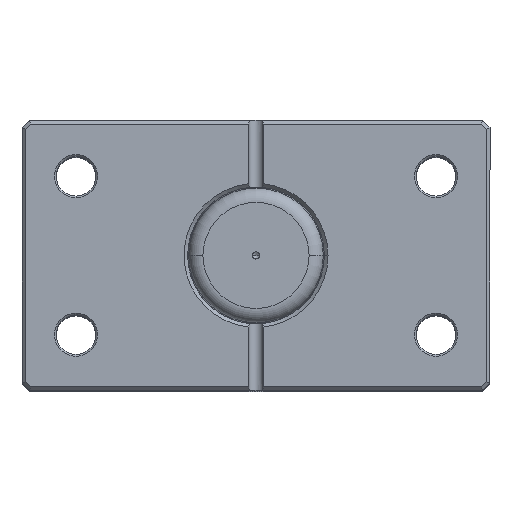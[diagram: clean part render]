
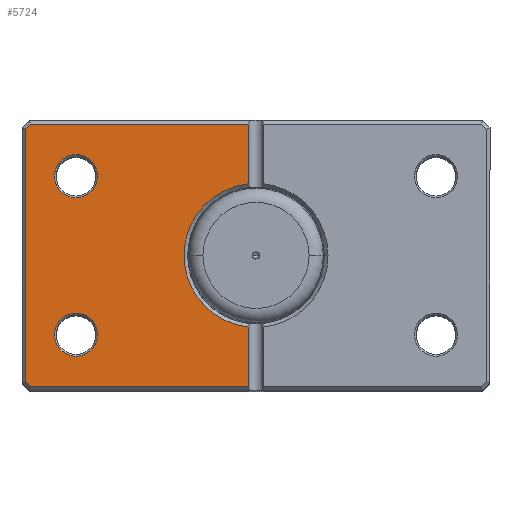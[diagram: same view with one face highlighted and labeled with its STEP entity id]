
A CAD part, top view. The second image highlights one B-rep face of the part: STEP entity #5724.
In plain terms, the highlighted face is planar.
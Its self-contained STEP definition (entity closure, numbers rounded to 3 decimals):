
#132 = ORIENTED_EDGE ( 'NONE', *, *, #3868, .T. ) ;
#178 = AXIS2_PLACEMENT_3D ( 'NONE', #1094, #1144, #1117 ) ;
#214 = CARTESIAN_POINT ( 'NONE',  ( 64., 35.086, 0. ) ) ;
#215 = DIRECTION ( 'NONE',  ( 1., 0., 0. ) ) ;
#222 = CIRCLE ( 'NONE', #4805, 6. ) ;
#246 = FACE_BOUND ( 'NONE', #3960, .T. ) ;
#282 = DIRECTION ( 'NONE',  ( -1., 0., 0. ) ) ;
#313 = EDGE_CURVE ( 'NONE', #4118, #639, #6290, .T. ) ;
#362 = VERTEX_POINT ( 'NONE', #5734 ) ;
#408 = CIRCLE ( 'NONE', #5340, 6. ) ;
#463 = CARTESIAN_POINT ( 'NONE',  ( 50., 22., 0. ) ) ;
#486 = LINE ( 'NONE', #6047, #5698 ) ;
#510 = LINE ( 'NONE', #1589, #1886 ) ;
#528 = EDGE_CURVE ( 'NONE', #6289, #362, #6061, .T. ) ;
#634 = CARTESIAN_POINT ( 'NONE',  ( 64., -35.086, 0. ) ) ;
#639 = VERTEX_POINT ( 'NONE', #3264 ) ;
#734 = LINE ( 'NONE', #754, #5942 ) ;
#746 = EDGE_LOOP ( 'NONE', ( #132, #2643, #1458, #5771, #4831, #2567, #3543, #1137 ) ) ;
#754 = CARTESIAN_POINT ( 'NONE',  ( 2., 37.5, 0. ) ) ;
#994 = VECTOR ( 'NONE', #282, 1000. ) ;
#1094 = CARTESIAN_POINT ( 'NONE',  ( 0., 0., 0. ) ) ;
#1117 = DIRECTION ( 'NONE',  ( 1., 0., 0. ) ) ;
#1137 = ORIENTED_EDGE ( 'NONE', *, *, #3137, .T. ) ;
#1144 = DIRECTION ( 'NONE',  ( 0., 0., 1. ) ) ;
#1153 = CARTESIAN_POINT ( 'NONE',  ( 49.543, -49.543, 0. ) ) ;
#1212 = DIRECTION ( 'NONE',  ( -0.707, -0.707, 0. ) ) ;
#1343 = DIRECTION ( 'NONE',  ( 0., 0., 1. ) ) ;
#1417 = CARTESIAN_POINT ( 'NONE',  ( 2., 37.5, 0. ) ) ;
#1458 = ORIENTED_EDGE ( 'NONE', *, *, #5349, .T. ) ;
#1508 = VERTEX_POINT ( 'NONE', #5605 ) ;
#1589 = CARTESIAN_POINT ( 'NONE',  ( 49.543, 49.543, 0. ) ) ;
#1629 = EDGE_CURVE ( 'NONE', #2203, #5498, #222, .T. ) ;
#1827 = DIRECTION ( 'NONE',  ( 0., 0., 1. ) ) ;
#1886 = VECTOR ( 'NONE', #2083, 1000. ) ;
#2078 = VECTOR ( 'NONE', #1212, 1000. ) ;
#2083 = DIRECTION ( 'NONE',  ( 0.707, -0.707, 0. ) ) ;
#2203 = VERTEX_POINT ( 'NONE', #3487 ) ;
#2409 = EDGE_CURVE ( 'NONE', #4994, #4588, #3733, .T. ) ;
#2529 = ORIENTED_EDGE ( 'NONE', *, *, #6221, .T. ) ;
#2567 = ORIENTED_EDGE ( 'NONE', *, *, #5536, .T. ) ;
#2638 = LINE ( 'NONE', #1417, #3842 ) ;
#2642 = DIRECTION ( 'NONE',  ( 0., 0., 1. ) ) ;
#2643 = ORIENTED_EDGE ( 'NONE', *, *, #2409, .T. ) ;
#2720 = ORIENTED_EDGE ( 'NONE', *, *, #1629, .T. ) ;
#2729 = PLANE ( 'NONE',  #5027 ) ;
#2943 = EDGE_CURVE ( 'NONE', #639, #4416, #510, .T. ) ;
#3137 = EDGE_CURVE ( 'NONE', #362, #5007, #3732, .T. ) ;
#3259 = DIRECTION ( 'NONE',  ( 0., 0., 1. ) ) ;
#3264 = CARTESIAN_POINT ( 'NONE',  ( 62.586, 36.5, 0. ) ) ;
#3487 = CARTESIAN_POINT ( 'NONE',  ( 56., 22., 0. ) ) ;
#3543 = ORIENTED_EDGE ( 'NONE', *, *, #528, .T. ) ;
#3579 = CARTESIAN_POINT ( 'NONE',  ( 44., 22., 0. ) ) ;
#3732 = LINE ( 'NONE', #4900, #994 ) ;
#3733 = CIRCLE ( 'NONE', #178, 20. ) ;
#3842 = VECTOR ( 'NONE', #5442, 1000. ) ;
#3868 = EDGE_CURVE ( 'NONE', #5007, #4994, #734, .T. ) ;
#3960 = EDGE_LOOP ( 'NONE', ( #4521, #2720 ) ) ;
#4072 = AXIS2_PLACEMENT_3D ( 'NONE', #5659, #2642, #6146 ) ;
#4102 = DIRECTION ( 'NONE',  ( 0., -1., 0. ) ) ;
#4118 = VERTEX_POINT ( 'NONE', #5070 ) ;
#4299 = CARTESIAN_POINT ( 'NONE',  ( 56., -22., 0. ) ) ;
#4391 = CARTESIAN_POINT ( 'NONE',  ( 50., -22., 0. ) ) ;
#4416 = VERTEX_POINT ( 'NONE', #214 ) ;
#4428 = VERTEX_POINT ( 'NONE', #4299 ) ;
#4521 = ORIENTED_EDGE ( 'NONE', *, *, #5840, .T. ) ;
#4588 = VERTEX_POINT ( 'NONE', #6376 ) ;
#4718 = VECTOR ( 'NONE', #5474, 1000. ) ;
#4805 = AXIS2_PLACEMENT_3D ( 'NONE', #463, #6132, #6064 ) ;
#4831 = ORIENTED_EDGE ( 'NONE', *, *, #2943, .T. ) ;
#4887 = CARTESIAN_POINT ( 'NONE',  ( 50., 22., 0. ) ) ;
#4900 = CARTESIAN_POINT ( 'NONE',  ( 0., -36.5, 0. ) ) ;
#4922 = DIRECTION ( 'NONE',  ( 1., 0., 0. ) ) ;
#4925 = EDGE_CURVE ( 'NONE', #1508, #4428, #408, .T. ) ;
#4994 = VERTEX_POINT ( 'NONE', #6366 ) ;
#5007 = VERTEX_POINT ( 'NONE', #5889 ) ;
#5027 = AXIS2_PLACEMENT_3D ( 'NONE', #5295, #3259, #215 ) ;
#5068 = CIRCLE ( 'NONE', #4072, 6. ) ;
#5070 = CARTESIAN_POINT ( 'NONE',  ( 2., 36.5, 0. ) ) ;
#5266 = ORIENTED_EDGE ( 'NONE', *, *, #4925, .T. ) ;
#5295 = CARTESIAN_POINT ( 'NONE',  ( 0., 0., 0. ) ) ;
#5340 = AXIS2_PLACEMENT_3D ( 'NONE', #4391, #1343, #4922 ) ;
#5349 = EDGE_CURVE ( 'NONE', #4588, #4118, #2638, .T. ) ;
#5352 = DIRECTION ( 'NONE',  ( 0., 1., 0. ) ) ;
#5363 = DIRECTION ( 'NONE',  ( 1., 0., 0. ) ) ;
#5442 = DIRECTION ( 'NONE',  ( 0., 1., 0. ) ) ;
#5474 = DIRECTION ( 'NONE',  ( 1., 0., 0. ) ) ;
#5476 = FACE_BOUND ( 'NONE', #6411, .T. ) ;
#5498 = VERTEX_POINT ( 'NONE', #3579 ) ;
#5536 = EDGE_CURVE ( 'NONE', #4416, #6289, #486, .T. ) ;
#5605 = CARTESIAN_POINT ( 'NONE',  ( 44., -22., 0. ) ) ;
#5638 = AXIS2_PLACEMENT_3D ( 'NONE', #4887, #1827, #5363 ) ;
#5659 = CARTESIAN_POINT ( 'NONE',  ( 50., -22., 0. ) ) ;
#5698 = VECTOR ( 'NONE', #4102, 1000. ) ;
#5724 = ADVANCED_FACE ( 'NONE', ( #5476, #246, #5764 ), #2729, .F. ) ;
#5734 = CARTESIAN_POINT ( 'NONE',  ( 62.586, -36.5, 0. ) ) ;
#5764 = FACE_OUTER_BOUND ( 'NONE', #746, .T. ) ;
#5771 = ORIENTED_EDGE ( 'NONE', *, *, #313, .T. ) ;
#5840 = EDGE_CURVE ( 'NONE', #5498, #2203, #6304, .T. ) ;
#5889 = CARTESIAN_POINT ( 'NONE',  ( 2., -36.5, 0. ) ) ;
#5921 = CARTESIAN_POINT ( 'NONE',  ( 0., 36.5, 0. ) ) ;
#5942 = VECTOR ( 'NONE', #5352, 1000. ) ;
#6047 = CARTESIAN_POINT ( 'NONE',  ( 64., 0., 0. ) ) ;
#6061 = LINE ( 'NONE', #1153, #2078 ) ;
#6064 = DIRECTION ( 'NONE',  ( 1., 0., 0. ) ) ;
#6132 = DIRECTION ( 'NONE',  ( 0., 0., 1. ) ) ;
#6146 = DIRECTION ( 'NONE',  ( 1., 0., 0. ) ) ;
#6221 = EDGE_CURVE ( 'NONE', #4428, #1508, #5068, .T. ) ;
#6289 = VERTEX_POINT ( 'NONE', #634 ) ;
#6290 = LINE ( 'NONE', #5921, #4718 ) ;
#6304 = CIRCLE ( 'NONE', #5638, 6. ) ;
#6366 = CARTESIAN_POINT ( 'NONE',  ( 2., -19.9, 0. ) ) ;
#6376 = CARTESIAN_POINT ( 'NONE',  ( 2., 19.9, 0. ) ) ;
#6411 = EDGE_LOOP ( 'NONE', ( #5266, #2529 ) ) ;
